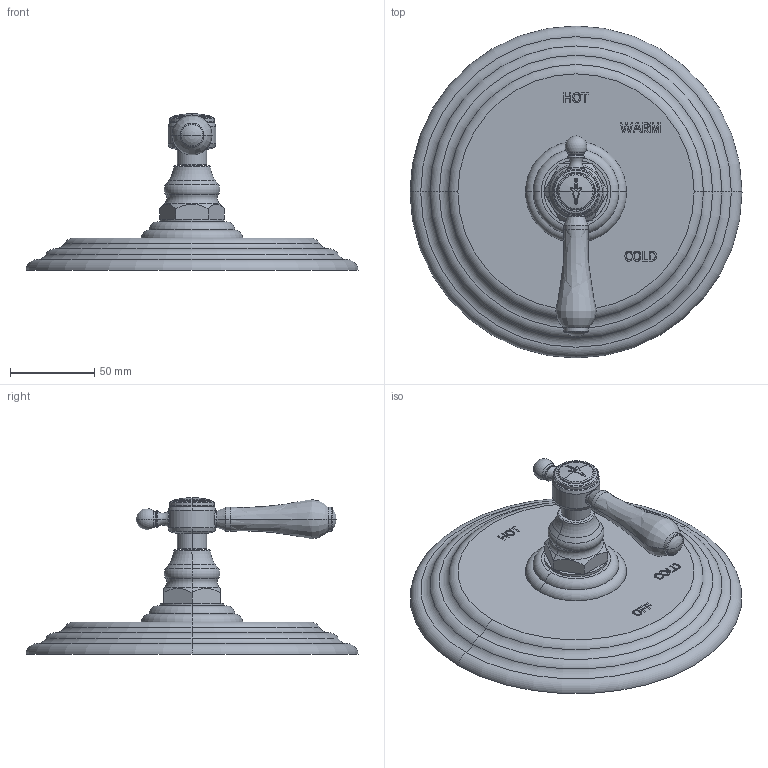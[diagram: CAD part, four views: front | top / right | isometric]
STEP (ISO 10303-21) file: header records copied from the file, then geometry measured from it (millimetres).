
FILE_DESCRIPTION((''),'2;1');
FILE_NAME('4-1034BP','2021-06-02T14:43:22',('jinson.thomas'),(''),'CREO PARAMETRIC BY PTC INC, 2018400','CREO PARAMETRIC BY PTC INC, 2018400','');
FILE_SCHEMA(('CONFIG_CONTROL_DESIGN'));
Length unit declared in the file: inch
Products named in the file (1): 4-1034BP
Bounding box: 196.85 x 196.85 x 92.86 mm (x, y, z)
Volume: 532103 mm3; surface area: 77119.9 mm2
Topology: 1 solids, 1 shells, 345 faces, 872 edges, 551 vertices
Faces by surface type: plane 166, extrusion 80, torus 32, cylinder 31, cone 20, sphere 10, bspline 4, revolution 2
Entity records: 11413 total; most frequent: CARTESIAN_POINT 3365, ORIENTED_EDGE 1732, DIRECTION 1462, EDGE_CURVE 866, VECTOR 554, VERTEX_POINT 551, LINE 474, AXIS2_PLACEMENT_3D 453
